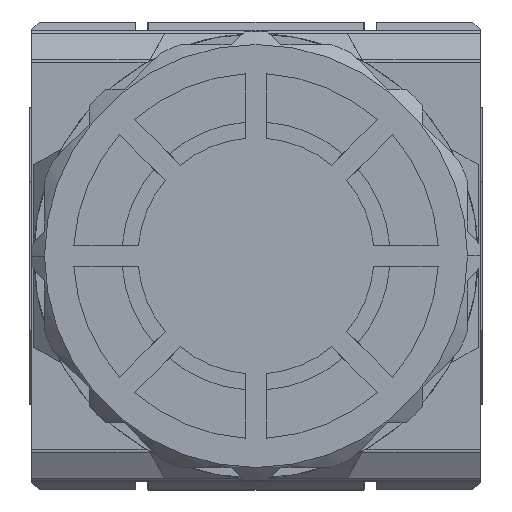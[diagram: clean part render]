
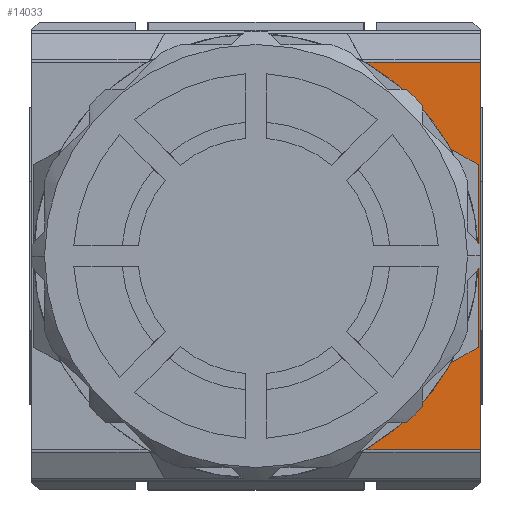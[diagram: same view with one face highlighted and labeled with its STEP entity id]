
A CAD part, front view. The second image highlights one B-rep face of the part: STEP entity #14033.
In plain terms, the highlighted planar face has unit normal (0, -1, 0).
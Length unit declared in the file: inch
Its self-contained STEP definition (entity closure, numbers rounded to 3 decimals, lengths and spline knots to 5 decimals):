
#1461 = CARTESIAN_POINT ( 'NONE',  ( 0.82283, -1.00787, 0.71021 ) ) ;
#1738 = DIRECTION ( 'NONE',  ( 0.866, 0., 0.5 ) ) ;
#2009 = VECTOR ( 'NONE', #32490, 39.37008 ) ;
#2289 = CARTESIAN_POINT ( 'NONE',  ( 0.82283, -1.00787, 0.71021 ) ) ;
#2327 = EDGE_CURVE ( 'NONE', #34209, #32126, #9828, .T. ) ;
#2490 = DIRECTION ( 'NONE',  ( 1., 0., 0. ) ) ;
#4548 = VERTEX_POINT ( 'NONE', #10827 ) ;
#4623 = EDGE_CURVE ( 'NONE', #39874, #26932, #19847, .T. ) ;
#4882 = EDGE_LOOP ( 'NONE', ( #17147, #23625, #23286, #12671, #20969, #12361, #29812, #33316 ) ) ;
#6558 = CARTESIAN_POINT ( 'NONE',  ( 0.81496, -1.00787, 0.71021 ) ) ;
#7165 = VECTOR ( 'NONE', #12256, 39.37008 ) ;
#8202 = DIRECTION ( 'NONE',  ( 0., -1., 0. ) ) ;
#9354 = AXIS2_PLACEMENT_3D ( 'NONE', #27632, #8202, #37429 ) ;
#9402 = DIRECTION ( 'NONE',  ( 0., 0., 1. ) ) ;
#9568 = CARTESIAN_POINT ( 'NONE',  ( 0.81496, -1.00787, -0.33465 ) ) ;
#9828 = LINE ( 'NONE', #32970, #35900 ) ;
#10125 = FACE_OUTER_BOUND ( 'NONE', #4882, .T. ) ;
#10827 = CARTESIAN_POINT ( 'NONE',  ( 0.71397, -1.00787, 0.39296 ) ) ;
#12256 = DIRECTION ( 'NONE',  ( 0., 0., -1. ) ) ;
#12361 = ORIENTED_EDGE ( 'NONE', *, *, #30330, .F. ) ;
#12560 = CARTESIAN_POINT ( 'NONE',  ( 0.82283, -1.00787, 0.71021 ) ) ;
#12624 = CARTESIAN_POINT ( 'NONE',  ( 0.82283, -1.00787, -0.71021 ) ) ;
#12671 = ORIENTED_EDGE ( 'NONE', *, *, #32644, .F. ) ;
#14018 = VECTOR ( 'NONE', #21881, 39.37008 ) ;
#14033 = ADVANCED_FACE ( 'NONE', ( #10125 ), #26487, .F. ) ;
#14337 = EDGE_CURVE ( 'NONE', #32126, #23615, #32108, .T. ) ;
#14891 = CARTESIAN_POINT ( 'NONE',  ( 0.81496, -1.00787, 0.33465 ) ) ;
#15631 = LINE ( 'NONE', #35257, #34822 ) ;
#17147 = ORIENTED_EDGE ( 'NONE', *, *, #23496, .F. ) ;
#19847 = CIRCLE ( 'NONE', #9354, 0.81496 ) ;
#19855 = DIRECTION ( 'NONE',  ( 0., 0., 1. ) ) ;
#20969 = ORIENTED_EDGE ( 'NONE', *, *, #28657, .F. ) ;
#21859 = AXIS2_PLACEMENT_3D ( 'NONE', #38648, #22090, #9402 ) ;
#21881 = DIRECTION ( 'NONE',  ( -0.866, 0., 0.5 ) ) ;
#21984 = DIRECTION ( 'NONE',  ( 0., 1., 0. ) ) ;
#22090 = DIRECTION ( 'NONE',  ( 0., -1., 0. ) ) ;
#23286 = ORIENTED_EDGE ( 'NONE', *, *, #2327, .F. ) ;
#23496 = EDGE_CURVE ( 'NONE', #23615, #39874, #30081, .T. ) ;
#23615 = VERTEX_POINT ( 'NONE', #40526 ) ;
#23625 = ORIENTED_EDGE ( 'NONE', *, *, #14337, .F. ) ;
#26487 = PLANE ( 'NONE',  #38467 ) ;
#26932 = VERTEX_POINT ( 'NONE', #28568 ) ;
#27405 = EDGE_CURVE ( 'NONE', #26932, #29123, #15631, .T. ) ;
#27632 = CARTESIAN_POINT ( 'NONE',  ( 0., -1.00787, 0. ) ) ;
#28568 = CARTESIAN_POINT ( 'NONE',  ( 0.71397, -1.00787, -0.39296 ) ) ;
#28657 = EDGE_CURVE ( 'NONE', #29722, #4548, #34947, .T. ) ;
#29123 = VERTEX_POINT ( 'NONE', #9568 ) ;
#29722 = VERTEX_POINT ( 'NONE', #14891 ) ;
#29812 = ORIENTED_EDGE ( 'NONE', *, *, #27405, .F. ) ;
#30081 = LINE ( 'NONE', #12624, #2009 ) ;
#30330 = EDGE_CURVE ( 'NONE', #29123, #29722, #32938, .T. ) ;
#30744 = VECTOR ( 'NONE', #19855, 39.37008 ) ;
#31169 = CARTESIAN_POINT ( 'NONE',  ( 0.39971, -1.00787, -0.71021 ) ) ;
#32108 = LINE ( 'NONE', #2289, #7165 ) ;
#32126 = VERTEX_POINT ( 'NONE', #1461 ) ;
#32490 = DIRECTION ( 'NONE',  ( -1., 0., 0. ) ) ;
#32644 = EDGE_CURVE ( 'NONE', #4548, #34209, #40637, .T. ) ;
#32938 = LINE ( 'NONE', #6558, #30744 ) ;
#32970 = CARTESIAN_POINT ( 'NONE',  ( 0.82283, -1.00787, 0.71021 ) ) ;
#33316 = ORIENTED_EDGE ( 'NONE', *, *, #4623, .F. ) ;
#33467 = DIRECTION ( 'NONE',  ( 0., 0., 1. ) ) ;
#34209 = VERTEX_POINT ( 'NONE', #42716 ) ;
#34822 = VECTOR ( 'NONE', #1738, 39.37008 ) ;
#34947 = LINE ( 'NONE', #37990, #14018 ) ;
#35257 = CARTESIAN_POINT ( 'NONE',  ( 0.71397, -1.00787, -0.39296 ) ) ;
#35900 = VECTOR ( 'NONE', #2490, 39.37008 ) ;
#37429 = DIRECTION ( 'NONE',  ( 0., 0., 1. ) ) ;
#37990 = CARTESIAN_POINT ( 'NONE',  ( 0.81496, -1.00787, 0.33465 ) ) ;
#38467 = AXIS2_PLACEMENT_3D ( 'NONE', #12560, #21984, #33467 ) ;
#38648 = CARTESIAN_POINT ( 'NONE',  ( 0., -1.00787, 0. ) ) ;
#39874 = VERTEX_POINT ( 'NONE', #31169 ) ;
#40526 = CARTESIAN_POINT ( 'NONE',  ( 0.82283, -1.00787, -0.71021 ) ) ;
#40637 = CIRCLE ( 'NONE', #21859, 0.81496 ) ;
#42716 = CARTESIAN_POINT ( 'NONE',  ( 0.39971, -1.00787, 0.71021 ) ) ;
